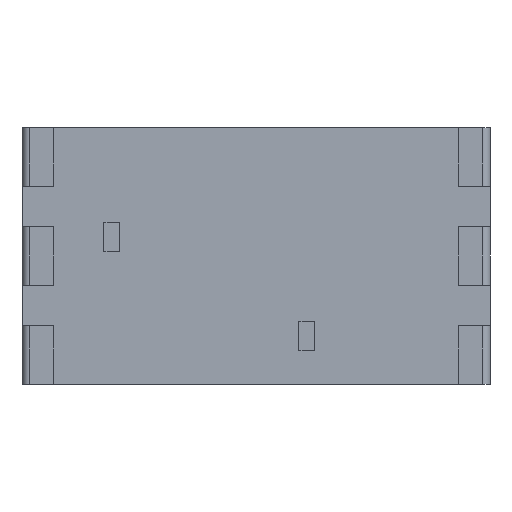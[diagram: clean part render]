
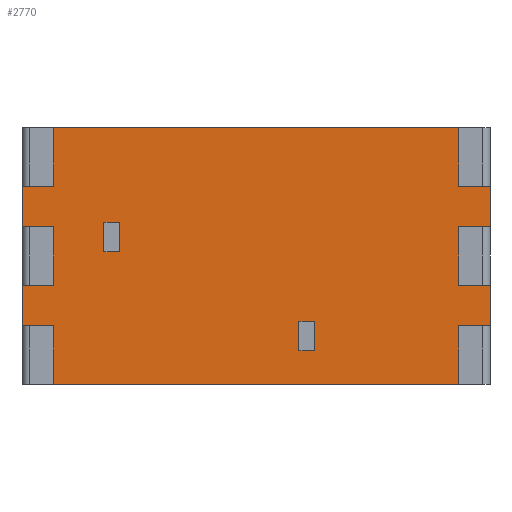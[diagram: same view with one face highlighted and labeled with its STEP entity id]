
A CAD part, front view. The second image highlights one B-rep face of the part: STEP entity #2770.
In plain terms, the highlighted planar face has unit normal (0, -1, 0).
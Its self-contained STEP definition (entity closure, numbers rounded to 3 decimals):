
#82=PLANE('',#2914);
#226=LINE('',#3812,#465);
#227=LINE('',#3815,#466);
#228=LINE('',#3817,#467);
#229=LINE('',#3819,#468);
#230=LINE('',#3820,#469);
#231=LINE('',#3823,#470);
#232=LINE('',#3825,#471);
#233=LINE('',#3827,#472);
#234=LINE('',#3828,#473);
#235=LINE('',#3831,#474);
#236=LINE('',#3833,#475);
#237=LINE('',#3835,#476);
#238=LINE('',#3837,#477);
#239=LINE('',#3839,#478);
#240=LINE('',#3841,#479);
#241=LINE('',#3843,#480);
#242=LINE('',#3845,#481);
#243=LINE('',#3847,#482);
#244=LINE('',#3849,#483);
#245=LINE('',#3851,#484);
#246=LINE('',#3853,#485);
#247=LINE('',#3855,#486);
#248=LINE('',#3857,#487);
#249=LINE('',#3859,#488);
#250=LINE('',#3861,#489);
#251=LINE('',#3863,#490);
#252=LINE('',#3865,#491);
#253=LINE('',#3867,#492);
#465=VECTOR('',#3222,1000.);
#466=VECTOR('',#3223,1000.);
#467=VECTOR('',#3224,1000.);
#468=VECTOR('',#3225,1000.);
#469=VECTOR('',#3226,1000.);
#470=VECTOR('',#3227,1000.);
#471=VECTOR('',#3228,1000.);
#472=VECTOR('',#3229,1000.);
#473=VECTOR('',#3230,1000.);
#474=VECTOR('',#3231,1000.);
#475=VECTOR('',#3232,1000.);
#476=VECTOR('',#3233,1000.);
#477=VECTOR('',#3234,1000.);
#478=VECTOR('',#3235,1000.);
#479=VECTOR('',#3236,1000.);
#480=VECTOR('',#3237,1000.);
#481=VECTOR('',#3238,1000.);
#482=VECTOR('',#3239,1000.);
#483=VECTOR('',#3240,1000.);
#484=VECTOR('',#3241,1000.);
#485=VECTOR('',#3242,1000.);
#486=VECTOR('',#3243,1000.);
#487=VECTOR('',#3244,1000.);
#488=VECTOR('',#3245,1000.);
#489=VECTOR('',#3246,1000.);
#490=VECTOR('',#3247,1000.);
#491=VECTOR('',#3248,1000.);
#492=VECTOR('',#3249,1000.);
#782=ORIENTED_EDGE('',*,*,#1328,.F.);
#783=ORIENTED_EDGE('',*,*,#1329,.T.);
#784=ORIENTED_EDGE('',*,*,#1330,.F.);
#785=ORIENTED_EDGE('',*,*,#1331,.F.);
#786=ORIENTED_EDGE('',*,*,#1332,.F.);
#787=ORIENTED_EDGE('',*,*,#1333,.T.);
#788=ORIENTED_EDGE('',*,*,#1334,.F.);
#789=ORIENTED_EDGE('',*,*,#1335,.F.);
#790=ORIENTED_EDGE('',*,*,#1336,.T.);
#791=ORIENTED_EDGE('',*,*,#1337,.T.);
#792=ORIENTED_EDGE('',*,*,#1338,.F.);
#793=ORIENTED_EDGE('',*,*,#1339,.F.);
#794=ORIENTED_EDGE('',*,*,#1340,.T.);
#795=ORIENTED_EDGE('',*,*,#1341,.T.);
#796=ORIENTED_EDGE('',*,*,#1342,.F.);
#797=ORIENTED_EDGE('',*,*,#1343,.T.);
#798=ORIENTED_EDGE('',*,*,#1344,.F.);
#799=ORIENTED_EDGE('',*,*,#1345,.T.);
#800=ORIENTED_EDGE('',*,*,#1346,.F.);
#801=ORIENTED_EDGE('',*,*,#1347,.F.);
#802=ORIENTED_EDGE('',*,*,#1348,.F.);
#803=ORIENTED_EDGE('',*,*,#1349,.T.);
#804=ORIENTED_EDGE('',*,*,#1350,.F.);
#805=ORIENTED_EDGE('',*,*,#1351,.F.);
#806=ORIENTED_EDGE('',*,*,#1352,.F.);
#807=ORIENTED_EDGE('',*,*,#1353,.F.);
#808=ORIENTED_EDGE('',*,*,#1354,.T.);
#809=ORIENTED_EDGE('',*,*,#1355,.F.);
#1328=EDGE_CURVE('',#1593,#1594,#226,.T.);
#1329=EDGE_CURVE('',#1593,#1595,#227,.T.);
#1330=EDGE_CURVE('',#1596,#1595,#228,.T.);
#1331=EDGE_CURVE('',#1594,#1596,#229,.T.);
#1332=EDGE_CURVE('',#1597,#1598,#230,.T.);
#1333=EDGE_CURVE('',#1597,#1599,#231,.T.);
#1334=EDGE_CURVE('',#1600,#1599,#232,.T.);
#1335=EDGE_CURVE('',#1598,#1600,#233,.T.);
#1336=EDGE_CURVE('',#1601,#1602,#234,.T.);
#1337=EDGE_CURVE('',#1602,#1603,#235,.T.);
#1338=EDGE_CURVE('',#1604,#1603,#236,.T.);
#1339=EDGE_CURVE('',#1605,#1604,#237,.T.);
#1340=EDGE_CURVE('',#1605,#1606,#238,.T.);
#1341=EDGE_CURVE('',#1606,#1607,#239,.T.);
#1342=EDGE_CURVE('',#1608,#1607,#240,.T.);
#1343=EDGE_CURVE('',#1608,#1609,#241,.T.);
#1344=EDGE_CURVE('',#1610,#1609,#242,.T.);
#1345=EDGE_CURVE('',#1610,#1611,#243,.T.);
#1346=EDGE_CURVE('',#1612,#1611,#244,.T.);
#1347=EDGE_CURVE('',#1613,#1612,#245,.T.);
#1348=EDGE_CURVE('',#1614,#1613,#246,.T.);
#1349=EDGE_CURVE('',#1614,#1615,#247,.T.);
#1350=EDGE_CURVE('',#1616,#1615,#248,.T.);
#1351=EDGE_CURVE('',#1617,#1616,#249,.T.);
#1352=EDGE_CURVE('',#1618,#1617,#250,.T.);
#1353=EDGE_CURVE('',#1619,#1618,#251,.T.);
#1354=EDGE_CURVE('',#1619,#1620,#252,.T.);
#1355=EDGE_CURVE('',#1601,#1620,#253,.T.);
#1593=VERTEX_POINT('',#3813);
#1594=VERTEX_POINT('',#3814);
#1595=VERTEX_POINT('',#3816);
#1596=VERTEX_POINT('',#3818);
#1597=VERTEX_POINT('',#3821);
#1598=VERTEX_POINT('',#3822);
#1599=VERTEX_POINT('',#3824);
#1600=VERTEX_POINT('',#3826);
#1601=VERTEX_POINT('',#3829);
#1602=VERTEX_POINT('',#3830);
#1603=VERTEX_POINT('',#3832);
#1604=VERTEX_POINT('',#3834);
#1605=VERTEX_POINT('',#3836);
#1606=VERTEX_POINT('',#3838);
#1607=VERTEX_POINT('',#3840);
#1608=VERTEX_POINT('',#3842);
#1609=VERTEX_POINT('',#3844);
#1610=VERTEX_POINT('',#3846);
#1611=VERTEX_POINT('',#3848);
#1612=VERTEX_POINT('',#3850);
#1613=VERTEX_POINT('',#3852);
#1614=VERTEX_POINT('',#3854);
#1615=VERTEX_POINT('',#3856);
#1616=VERTEX_POINT('',#3858);
#1617=VERTEX_POINT('',#3860);
#1618=VERTEX_POINT('',#3862);
#1619=VERTEX_POINT('',#3864);
#1620=VERTEX_POINT('',#3866);
#1758=EDGE_LOOP('',(#782,#783,#784,#785));
#1759=EDGE_LOOP('',(#786,#787,#788,#789));
#1760=EDGE_LOOP('',(#790,#791,#792,#793,#794,#795,#796,#797,#798,#799,#800,
#801,#802,#803,#804,#805,#806,#807,#808,#809));
#1871=FACE_BOUND('',#1758,.T.);
#1872=FACE_BOUND('',#1759,.T.);
#1873=FACE_BOUND('',#1760,.T.);
#2770=ADVANCED_FACE('',(#1871,#1872,#1873),#82,.F.);
#2914=AXIS2_PLACEMENT_3D('',#3811,#3220,#3221);
#3220=DIRECTION('',(0.,1.,0.));
#3221=DIRECTION('',(-1.,0.,0.));
#3222=DIRECTION('',(-1.,0.,0.));
#3223=DIRECTION('',(0.,0.,-1.));
#3224=DIRECTION('',(1.,0.,0.));
#3225=DIRECTION('',(0.,0.,-1.));
#3226=DIRECTION('',(-1.,0.,0.));
#3227=DIRECTION('',(0.,0.,-1.));
#3228=DIRECTION('',(1.,0.,0.));
#3229=DIRECTION('',(0.,0.,-1.));
#3230=DIRECTION('',(0.,0.,-1.));
#3231=DIRECTION('',(1.,0.,0.));
#3232=DIRECTION('',(0.,0.,1.));
#3233=DIRECTION('',(1.,0.,0.));
#3234=DIRECTION('',(0.,0.,-1.));
#3235=DIRECTION('',(1.,0.,0.));
#3236=DIRECTION('',(0.,0.,1.));
#3237=DIRECTION('',(1.,0.,0.));
#3238=DIRECTION('',(0.,0.,-1.));
#3239=DIRECTION('',(1.,0.,0.));
#3240=DIRECTION('',(0.,0.,-1.));
#3241=DIRECTION('',(1.,0.,0.));
#3242=DIRECTION('',(0.,0.,-1.));
#3243=DIRECTION('',(1.,0.,0.));
#3244=DIRECTION('',(0.,0.,-1.));
#3245=DIRECTION('',(1.,0.,0.));
#3246=DIRECTION('',(0.,0.,-1.));
#3247=DIRECTION('',(1.,0.,0.));
#3248=DIRECTION('',(0.,0.,-1.));
#3249=DIRECTION('',(1.,0.,0.));
#3811=CARTESIAN_POINT('',(-7.3,0.3,5.08));
#3812=CARTESIAN_POINT('',(-7.3,0.3,4.155));
#3813=CARTESIAN_POINT('',(-4.8,0.3,4.155));
#3814=CARTESIAN_POINT('',(-5.2,0.3,4.155));
#3815=CARTESIAN_POINT('',(-4.8,0.3,5.08));
#3816=CARTESIAN_POINT('',(-4.8,0.3,3.405));
#3817=CARTESIAN_POINT('',(-7.3,0.3,3.405));
#3818=CARTESIAN_POINT('',(-5.2,0.3,3.405));
#3819=CARTESIAN_POINT('',(-5.2,0.3,5.08));
#3820=CARTESIAN_POINT('',(-7.3,0.3,1.615));
#3821=CARTESIAN_POINT('',(0.2,0.3,1.615));
#3822=CARTESIAN_POINT('',(-0.2,0.3,1.615));
#3823=CARTESIAN_POINT('',(0.2,0.3,5.08));
#3824=CARTESIAN_POINT('',(0.2,0.3,0.865));
#3825=CARTESIAN_POINT('',(-7.3,0.3,0.865));
#3826=CARTESIAN_POINT('',(-0.2,0.3,0.865));
#3827=CARTESIAN_POINT('',(-0.2,0.3,5.08));
#3828=CARTESIAN_POINT('',(-7.3,0.3,5.08));
#3829=CARTESIAN_POINT('',(-7.3,0.3,5.08));
#3830=CARTESIAN_POINT('',(-7.3,0.3,4.04));
#3831=CARTESIAN_POINT('',(-7.3,0.3,4.04));
#3832=CARTESIAN_POINT('',(-6.5,0.3,4.04));
#3833=CARTESIAN_POINT('',(-6.5,0.3,5.08));
#3834=CARTESIAN_POINT('',(-6.5,0.3,2.54));
#3835=CARTESIAN_POINT('',(-7.3,0.3,2.54));
#3836=CARTESIAN_POINT('',(-7.3,0.3,2.54));
#3837=CARTESIAN_POINT('',(-7.3,0.3,5.08));
#3838=CARTESIAN_POINT('',(-7.3,0.3,1.5));
#3839=CARTESIAN_POINT('',(-7.3,0.3,1.5));
#3840=CARTESIAN_POINT('',(-6.5,0.3,1.5));
#3841=CARTESIAN_POINT('',(-6.5,0.3,5.08));
#3842=CARTESIAN_POINT('',(-6.5,0.3,0.));
#3843=CARTESIAN_POINT('',(-7.3,0.3,0.));
#3844=CARTESIAN_POINT('',(3.9,0.3,0.));
#3845=CARTESIAN_POINT('',(3.9,0.3,5.08));
#3846=CARTESIAN_POINT('',(3.9,0.3,1.5));
#3847=CARTESIAN_POINT('',(-7.3,0.3,1.5));
#3848=CARTESIAN_POINT('',(4.7,0.3,1.5));
#3849=CARTESIAN_POINT('',(4.7,0.3,5.08));
#3850=CARTESIAN_POINT('',(4.7,0.3,2.54));
#3851=CARTESIAN_POINT('',(-7.3,0.3,2.54));
#3852=CARTESIAN_POINT('',(3.9,0.3,2.54));
#3853=CARTESIAN_POINT('',(3.9,0.3,5.08));
#3854=CARTESIAN_POINT('',(3.9,0.3,4.04));
#3855=CARTESIAN_POINT('',(-7.3,0.3,4.04));
#3856=CARTESIAN_POINT('',(4.7,0.3,4.04));
#3857=CARTESIAN_POINT('',(4.7,0.3,5.08));
#3858=CARTESIAN_POINT('',(4.7,0.3,5.08));
#3859=CARTESIAN_POINT('',(-7.3,0.3,5.08));
#3860=CARTESIAN_POINT('',(3.9,0.3,5.08));
#3861=CARTESIAN_POINT('',(3.9,0.3,6.58));
#3862=CARTESIAN_POINT('',(3.9,0.3,6.58));
#3863=CARTESIAN_POINT('',(-6.5,0.3,6.58));
#3864=CARTESIAN_POINT('',(-6.5,0.3,6.58));
#3865=CARTESIAN_POINT('',(-6.5,0.3,6.58));
#3866=CARTESIAN_POINT('',(-6.5,0.3,5.08));
#3867=CARTESIAN_POINT('',(-7.3,0.3,5.08));
